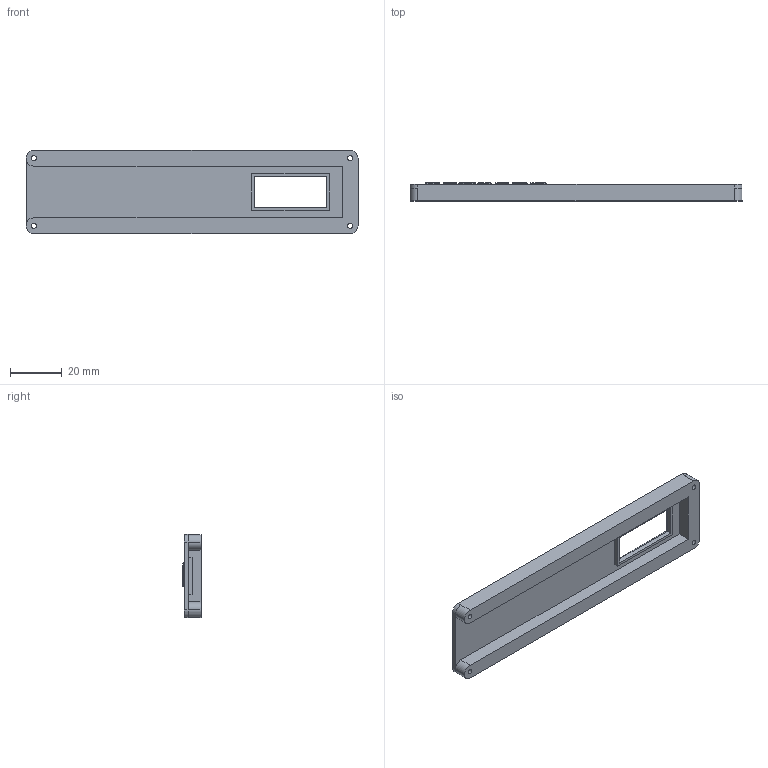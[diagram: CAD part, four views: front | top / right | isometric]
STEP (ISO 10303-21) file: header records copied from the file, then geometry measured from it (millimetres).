
FILE_DESCRIPTION(/* description */ (''),/* implementation_level */ '2;1');
FILE_NAME(/* name */ 'cover.step',/* time_stamp */ '2023-08-15T21:36:44+01:00',/* author */ (''),/* organization */ (''),/* preprocessor_version */ 'ST-DEVELOPER v20',/* originating_system */ 'Autodesk Translation Framework v12.9.0.99',/* authorisation */ '');
FILE_SCHEMA (('AUTOMOTIVE_DESIGN { 1 0 10303 214 3 1 1 }'));
Length unit declared in the file: millimetre
Products named in the file (1): Cover
Bounding box: 128 x 7 x 32 mm (x, y, z)
Volume: 13947.3 mm3; surface area: 11328.9 mm2
Topology: 1 solids, 1 shells, 270 faces, 654 edges, 396 vertices
Faces by surface type: bspline 112, plane 84, cylinder 74
Full cylindrical faces by diameter (mm): 2 x4
Entity records: 12149 total; most frequent: CARTESIAN_POINT 6580, ORIENTED_EDGE 1308, DIRECTION 818, EDGE_CURVE 654, VERTEX_POINT 396, LINE 346, VECTOR 346, EDGE_LOOP 290
